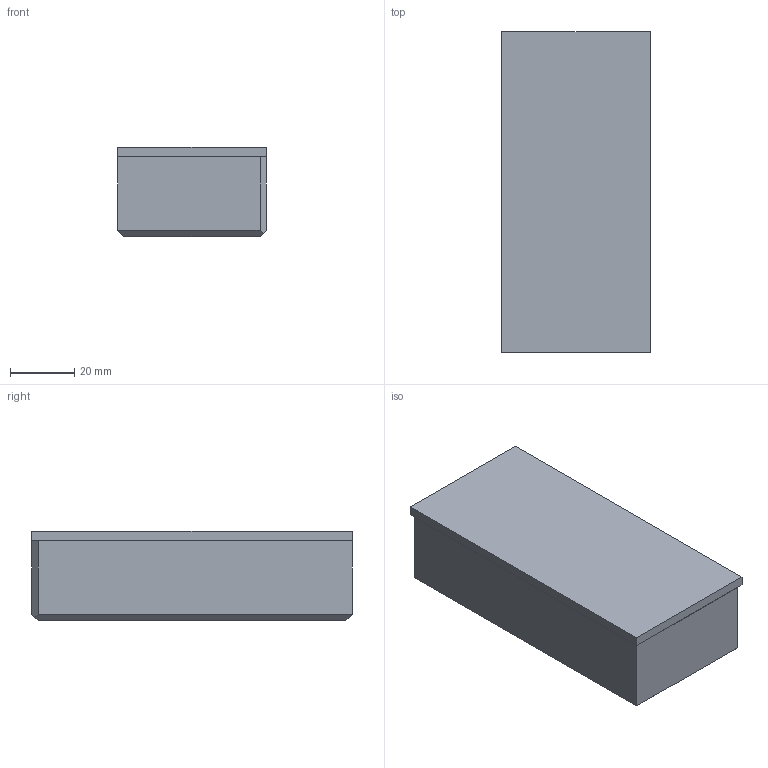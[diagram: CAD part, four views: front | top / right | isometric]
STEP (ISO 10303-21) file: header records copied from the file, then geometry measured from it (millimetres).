
FILE_DESCRIPTION(/* description */ (''),/* implementation_level */ '2;1');
FILE_NAME(/* name */ 'main.step',/* time_stamp */ '2025-07-31T23:51:43-04:00',/* author */ (''),/* organization */ (''),/* preprocessor_version */ 'ST-DEVELOPER v20.1',/* originating_system */ 'Autodesk Translation Framework v14.10.0.0',/* authorisation */ '');
FILE_SCHEMA (('AUTOMOTIVE_DESIGN { 1 0 10303 214 3 1 1 }'));
Length unit declared in the file: millimetre
Products named in the file (10): (Unsaved); eink 1; PinHeader_1x09_P2.54mm_Vertical_SMD_Pin1Left; JST_PH_B2B-PH-K_1x02_P2.00mm_Vertical; ESP-12E; L_1206_3216Metric; eink_PCB; D_SMA; R_0805_2012Metric; C_0805_2012Metric
Assembly tree (25 placements, depth 3):
  (Unsaved)
    eink 1
      D_SMA  x2
      PinHeader_1x09_P2.54mm_Vertical_SMD_Pin1Left
      R_0805_2012Metric  x7
      JST_PH_B2B-PH-K_1x02_P2.00mm_Vertical
      C_0805_2012Metric  x10
      ESP-12E
      L_1206_3216Metric
      eink_PCB
Bounding box: 46.42 x 100 x 28 mm (x, y, z)
Volume: 40867.6 mm3; surface area: 41097.2 mm2
Topology: 73 solids, 73 shells, 1462 faces, 3670 edges, 2397 vertices
Faces by surface type: plane 1082, cylinder 376, sphere 4
Full cylindrical faces by diameter (mm): 0.65 x18, 0.7 x16, 0.75 x2, 1 x5, 2.2 x2
Entity records: 31307 total; most frequent: CARTESIAN_POINT 5289, DIRECTION 5016, ORIENTED_EDGE 5008, EDGE_CURVE 2504, LINE 2072, VECTOR 2072, VERTEX_POINT 1633, AXIS2_PLACEMENT_3D 1472
